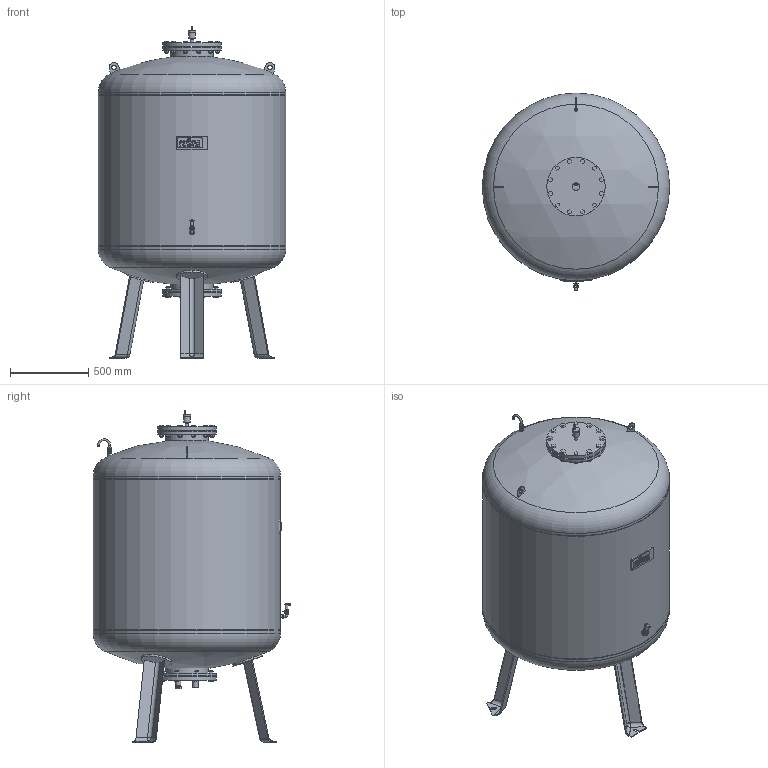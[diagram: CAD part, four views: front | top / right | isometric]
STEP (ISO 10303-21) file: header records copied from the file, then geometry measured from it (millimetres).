
FILE_DESCRIPTION(/* description */ (''),/* implementation_level */ '2;1');
FILE_NAME(/* name */ '3d_VariomatVF1500-8610905.stp',/* time_stamp */ '2015-12-08T10:31:59+01:00',/* author */ ('Andrzej'),/* organization */ (''),/* preprocessor_version */ 'ST-DEVELOPER v15.5',/* originating_system */ 'AutoCAD Mechanical',/* authorisation */ '');
FILE_SCHEMA (('AUTOMOTIVE_DESIGN { 1 0 10303 214 3 1 1 }'));
Length unit declared in the file: millimetre
Products named in the file (1): Product
Bounding box: 1200 x 1266 x 2127 mm (x, y, z)
Volume: 1506418534.5 mm3; surface area: 13148646.2 mm2
Topology: 34 solids, 35 shells, 802 faces, 1881 edges, 1237 vertices
Faces by surface type: plane 555, cylinder 194, cone 30, sphere 14, torus 5, bspline 4
Full cylindrical faces by diameter (mm): 3.5 x1, 8.7 x1, 9 x1, 10.8 x3, 11 x3, 11.2 x2, 12 x2, 14.3 x1, 16 x40, 16.6 x3, 18.5 x1, 20 x3, 21.3 x1, 22 x1, 23.3 x1, 24 x1, 26 x1, 26.9 x1, 28 x2, 30 x2, 33.7 x2, 42 x1, 48 x1, 260.4 x1, 273 x2, 318 x1, 375 x4, 1200 x3
Entity records: 22538 total; most frequent: CARTESIAN_POINT 4247, DIRECTION 3768, ORIENTED_EDGE 3460, EDGE_CURVE 1730, AXIS2_PLACEMENT_3D 1259, LINE 1250, VECTOR 1250, VERTEX_POINT 1214
